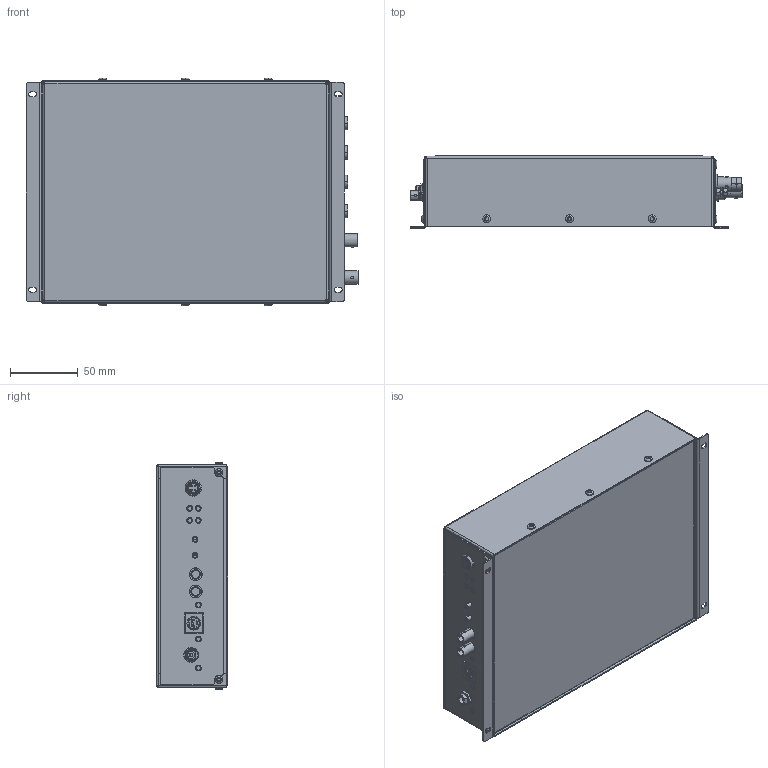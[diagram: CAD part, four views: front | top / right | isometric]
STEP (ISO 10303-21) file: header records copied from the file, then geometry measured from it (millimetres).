
FILE_DESCRIPTION (( 'STEP AP214' ), '1' );
FILE_NAME ('88201940-I400r4.STEP', '2010-04-06T17:15:49', ( ' ' ), ( ' ' ), 'SwSTEP 2.0', 'SolidWorks 2010', '' );
FILE_SCHEMA (( 'AUTOMOTIVE_DESIGN' ));
Length unit declared in the file: millimetre
Products named in the file (36): Keps Nut M3; Hex Nut-L712; 17216430; 5607-265; 550-5605_Red; Greyhill 94HBB; 17216440; CA Series; CUI-MD-60SMW_MD-60SMW; 552-3511_Red; Lemo EXG 0B 304 HLN; Lemo EXG0B Nut 1; Lemo EXG0B Nut 2; HFBR 1515B - 2515B_Out (Lt Grey); HFBR 1515B - 2515B_In (Dk Grey); BNC Rt Angle Insulated 5227161-1-2-3-6sw; I400-PCB-Sheetmetal; L712RA; 85202290; SHV Panel Mnt 51494; 17216450; SHCS M3 SST B_L=6; Washer-L712; BHCS M3 SST_L=6; BJ77TL; 88201940-I400r4; BNC NUT BOMAR 364KNT; Hex Nut SST_M3; 17212282; 17216470; 17216460; 17216480; Split Lock Washer_M3; Reg Flat Washer_M3; SHCS M3 SST B_L=12
Assembly tree (59 placements, depth 4):
  88201940-I400r4
    BJ77TL  x4
    17216440
    17216480
    BHCS M3 SST_L=6  x13
    17216460
    SHCS M3 SST B_L=12
    Split Lock Washer_M3  x2
    Reg Flat Washer_M3  x3
    85202290
      550-5605_Red  x4
      HFBR 1515B - 2515B_Out (Lt Grey)
      HFBR 1515B - 2515B_In (Dk Grey)
      Greyhill 94HBB  x2
      CUI-MD-60SMW_MD-60SMW
      CA Series
      BNC Rt Angle Insulated 5227161-1-2-3-6sw
      I400-PCB-Sheetmetal
      Lemo EXG 0B 304 HLN
        Lemo EXG 0B 304 HLN
        Lemo EXG0B Nut 2
        Lemo EXG0B Nut 1
      552-3511_Red  x2
      L712RA
    SHV Panel Mnt 51494
    17216470
    BNC NUT BOMAR 364KNT
    Hex Nut SST_M3  x2
    Washer-L712
    5607-265
    SHCS M3 SST B_L=6
    Keps Nut M3
    17212282
    17216450
    Hex Nut-L712
    17216430
Bounding box: 244.47 x 52.97 x 167.66 mm (x, y, z)
Volume: 213394.4 mm3; surface area: 423083.3 mm2
Topology: 65 solids, 65 shells, 2225 faces, 5280 edges, 3393 vertices
Faces by surface type: plane 1196, cylinder 799, cone 156, bspline 32, torus 30, sphere 12
Entity records: 56446 total; most frequent: CARTESIAN_POINT 11401, DIRECTION 8348, ORIENTED_EDGE 7944, EDGE_CURVE 3972, AXIS2_PLACEMENT_3D 2984, VERTEX_POINT 2553, LINE 2380, VECTOR 2380
